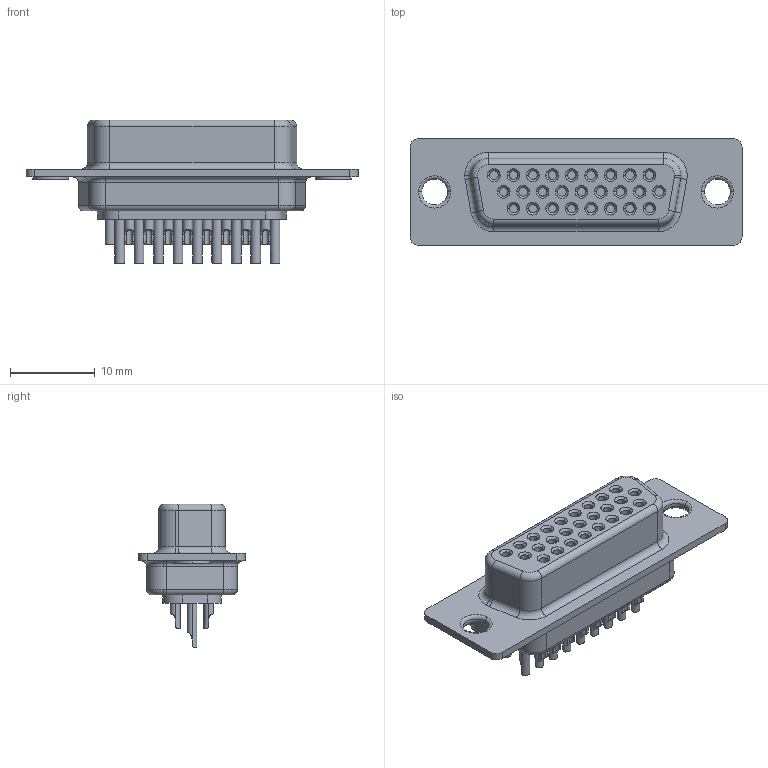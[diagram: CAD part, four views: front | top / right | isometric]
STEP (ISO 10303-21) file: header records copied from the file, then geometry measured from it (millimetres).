
FILE_DESCRIPTION (( 'STEP AP214' ), '1' );
FILE_NAME ('K86X-AA-26S_rA2.STEP', '2012-08-17T23:38:10', ( 'Daniel' ), ( 'Microsoft' ), 'SwSTEP 2.0', 'SolidWorks 2012', '' );
FILE_SCHEMA (( 'AUTOMOTIVE_DESIGN' ));
Length unit declared in the file: millimetre
Products named in the file (1): K86X-AA-26S_rA2
Bounding box: 39.14 x 12.55 x 16.95 mm (x, y, z)
Volume: 2716.3 mm3; surface area: 2438.8 mm2
Topology: 1 solids, 1 shells, 510 faces, 1130 edges, 679 vertices
Faces by surface type: cylinder 277, plane 153, cone 52, torus 28
Entity records: 17168 total; most frequent: CARTESIAN_POINT 4036, DIRECTION 2411, ORIENTED_EDGE 2260, EDGE_CURVE 1130, AXIS2_PLACEMENT_3D 926, VERTEX_POINT 679, EDGE_LOOP 571, VECTOR 559
